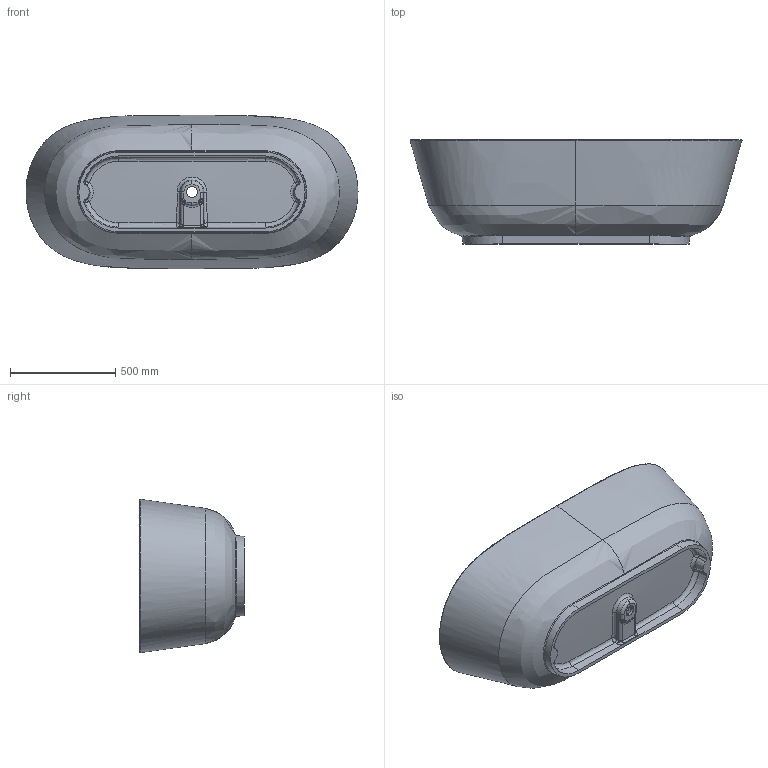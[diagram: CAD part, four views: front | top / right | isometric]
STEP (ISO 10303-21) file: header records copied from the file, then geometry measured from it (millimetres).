
FILE_DESCRIPTION (( 'STEP AP203' ), '1' );
FILE_NAME ('6301741611 MARMY ENZO 160x70 SNOW WHITE.STEP', '2021-10-12T14:06:20', ( '' ), ( '' ), 'SwSTEP 2.0', 'SolidWorks 2019', '' );
FILE_SCHEMA (( 'CONFIG_CONTROL_DESIGN' ));
Length unit declared in the file: millimetre
Products named in the file (1): 6301741611 MARMY ENZO 160x70 SNOW WHITE
Bounding box: 1579.13 x 495 x 729.68 mm (x, y, z)
Volume: 63898343.9 mm3; surface area: 4633216.9 mm2
Topology: 1 solids, 1 shells, 144 faces, 351 edges, 202 vertices
Faces by surface type: bspline 65, plane 26, cylinder 22, cone 17, torus 12, sphere 2
Entity records: 21151 total; most frequent: CARTESIAN_POINT 18273, ORIENTED_EDGE 686, DIRECTION 451, EDGE_CURVE 343, VERTEX_POINT 202, AXIS2_PLACEMENT_3D 185, EDGE_LOOP 147, ADVANCED_FACE 144
